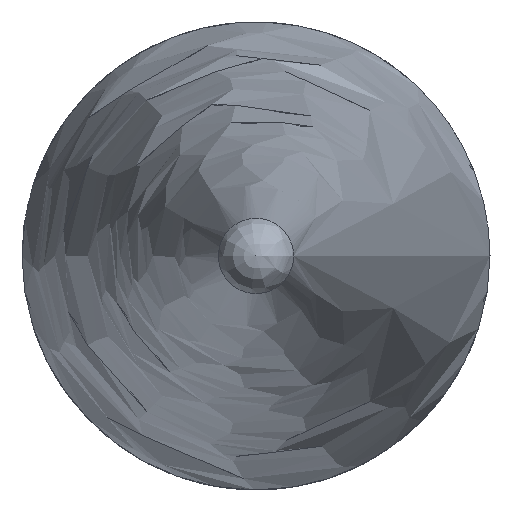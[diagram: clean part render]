
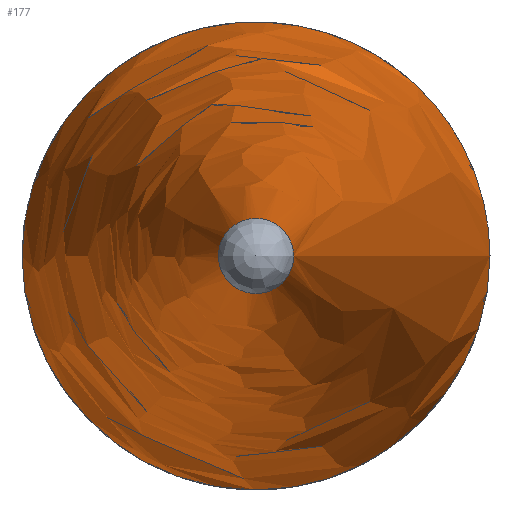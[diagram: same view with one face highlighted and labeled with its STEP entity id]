
A CAD part, left-side view. The second image highlights one B-rep face of the part: STEP entity #177.
In plain terms, the highlighted free-form (B-spline) face has degree [5, 3] with [6, 4] control points.
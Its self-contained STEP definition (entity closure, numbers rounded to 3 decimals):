
#36 = CARTESIAN_POINT ('', (18.8, -3.077, 0.));
#37 = VERTEX_POINT ('', #36);
#45 = CARTESIAN_POINT ('', (18.8, -3.077, 0.));
#46 = CARTESIAN_POINT ('', (18.8, -3.077, -12.307));
#47 = CARTESIAN_POINT ('', (18.8, 9.23, -6.154));
#48 = CARTESIAN_POINT ('', (18.8, 9.23, 6.154));
#49 = CARTESIAN_POINT ('', (18.8, -3.077, 12.307));
#50 = CARTESIAN_POINT ('', (18.8, -3.077, 0.));
#51 = (
   BOUNDED_CURVE ()
   B_SPLINE_CURVE (5, (#45, #46, #47, #48, #49, #50), .UNSPECIFIED., .T., .U.)
   B_SPLINE_CURVE_WITH_KNOTS ((6, 6), (0., 1.), .UNSPECIFIED.)
   CURVE ()
   GEOMETRIC_REPRESENTATION_ITEM ()
   RATIONAL_B_SPLINE_CURVE ((5., 1., 1., 1., 1., 5.))
   REPRESENTATION_ITEM ('')
);
#52 = EDGE_CURVE ('', #37, #37, #51, .T.);
#86 = CARTESIAN_POINT ('', (0.43, -0.495, 0.));
#87 = VERTEX_POINT ('', #86);
#97 = CARTESIAN_POINT ('', (0.43, -0.495, 0.));
#98 = CARTESIAN_POINT ('', (0.43, -0.495, -1.981));
#99 = CARTESIAN_POINT ('', (0.43, 1.485, -0.99));
#100 = CARTESIAN_POINT ('', (0.43, 1.485, 0.99));
#101 = CARTESIAN_POINT ('', (0.43, -0.495, 1.981));
#102 = CARTESIAN_POINT ('', (0.43, -0.495, 0.));
#103 = (
   BOUNDED_CURVE ()
   B_SPLINE_CURVE (5, (#97, #98, #99, #100, #101, #102), .UNSPECIFIED., .T., .U.)
   B_SPLINE_CURVE_WITH_KNOTS ((6, 6), (0., 1.), .UNSPECIFIED.)
   CURVE ()
   GEOMETRIC_REPRESENTATION_ITEM ()
   RATIONAL_B_SPLINE_CURVE ((5., 1., 1., 1., 1., 5.))
   REPRESENTATION_ITEM ('')
);
#104 = EDGE_CURVE ('', #87, #87, #103, .T.);
#140 = CARTESIAN_POINT ('', (0.43, -0.495, 0.));
#141 = CARTESIAN_POINT ('', (6.554, -1.356, 0.));
#142 = CARTESIAN_POINT ('', (12.677, -2.216, 0.));
#143 = CARTESIAN_POINT ('', (18.8, -3.077, 0.));
#144 = B_SPLINE_CURVE_WITH_KNOTS ('', 3, (#140, #141, #142, #143), .UNSPECIFIED., .F., .U., (4, 4), (0., 1.), .UNSPECIFIED.);
#145 = EDGE_CURVE ('', #87, #37, #144, .T.);
#146 = ORIENTED_EDGE ('', *, *, #145, .F.);
#147 = ORIENTED_EDGE ('', *, *, #104, .T.);
#148 = ORIENTED_EDGE ('', *, *, #145, .T.);
#149 = ORIENTED_EDGE ('', *, *, #52, .F.);
#150 = EDGE_LOOP ('', (#146, #147, #148, #149));
#151 = FACE_OUTER_BOUND ('', #150, .T.);
#152 = CARTESIAN_POINT ('', (0.43, -0.495, 0.));
#153 = CARTESIAN_POINT ('', (6.554, -1.356, 0.));
#154 = CARTESIAN_POINT ('', (12.677, -2.216, 0.));
#155 = CARTESIAN_POINT ('', (18.8, -3.077, 0.));
#156 = CARTESIAN_POINT ('', (0.43, -0.495, -1.981));
#157 = CARTESIAN_POINT ('', (6.554, -1.356, -5.423));
#158 = CARTESIAN_POINT ('', (12.677, -2.216, -8.865));
#159 = CARTESIAN_POINT ('', (18.8, -3.077, -12.307));
#160 = CARTESIAN_POINT ('', (0.43, 1.485, -0.99));
#161 = CARTESIAN_POINT ('', (6.554, 4.067, -2.711));
#162 = CARTESIAN_POINT ('', (12.677, 6.649, -4.433));
#163 = CARTESIAN_POINT ('', (18.8, 9.23, -6.154));
#164 = CARTESIAN_POINT ('', (0.43, 1.485, 0.99));
#165 = CARTESIAN_POINT ('', (6.554, 4.067, 2.711));
#166 = CARTESIAN_POINT ('', (12.677, 6.649, 4.433));
#167 = CARTESIAN_POINT ('', (18.8, 9.23, 6.154));
#168 = CARTESIAN_POINT ('', (0.43, -0.495, 1.981));
#169 = CARTESIAN_POINT ('', (6.554, -1.356, 5.423));
#170 = CARTESIAN_POINT ('', (12.677, -2.216, 8.865));
#171 = CARTESIAN_POINT ('', (18.8, -3.077, 12.307));
#172 = CARTESIAN_POINT ('', (0.43, -0.495, 0.));
#173 = CARTESIAN_POINT ('', (6.554, -1.356, 0.));
#174 = CARTESIAN_POINT ('', (12.677, -2.216, 0.));
#175 = CARTESIAN_POINT ('', (18.8, -3.077, 0.));
#176 = (
   BOUNDED_SURFACE ()
   B_SPLINE_SURFACE (5, 3, ((#152, #153, #154, #155), (#156, #157, #158, #159), (#160, #161, #162, #163), (#164, #165, #166, #167), (#168, #169, #170, #171), (#172, #173, #174, #175)), .UNSPECIFIED., .T., .F., .U.)
   B_SPLINE_SURFACE_WITH_KNOTS ((6, 6), (4, 4), (0., 1.), (0., 1.), .UNSPECIFIED.)
   SURFACE ()
   GEOMETRIC_REPRESENTATION_ITEM ()
   RATIONAL_B_SPLINE_SURFACE (((5., 5., 5., 5.), (1., 1., 1., 1.), (1., 1., 1., 1.), (1., 1., 1., 1.), (1., 1., 1., 1.), (5., 5., 5., 5.)))
   REPRESENTATION_ITEM ('')
);
#177 = ADVANCED_FACE ('', (#151), #176, .T.);
